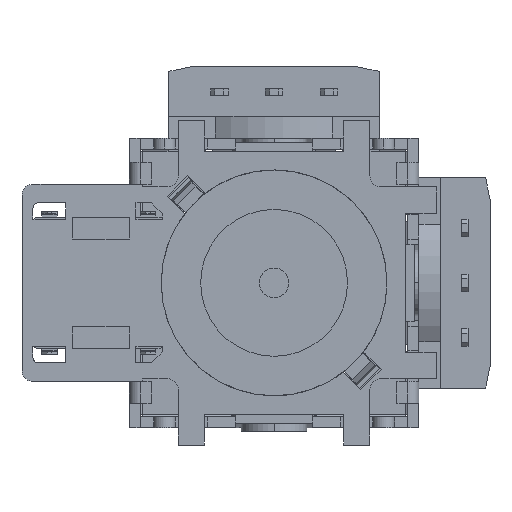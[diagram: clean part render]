
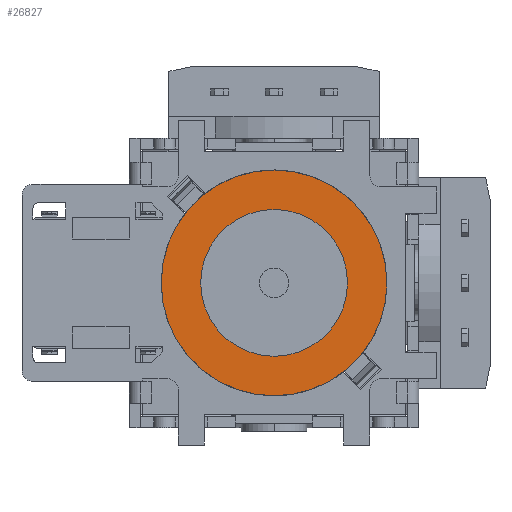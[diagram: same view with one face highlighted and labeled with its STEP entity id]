
A CAD part, front view. The second image highlights one B-rep face of the part: STEP entity #26827.
In plain terms, the highlighted face is planar.
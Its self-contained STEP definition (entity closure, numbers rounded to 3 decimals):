
#474 = AXIS2_PLACEMENT_3D ( 'NONE', #32269, #11772, #16981 ) ;
#699 = ORIENTED_EDGE ( 'NONE', *, *, #14322, .T. ) ;
#822 = DIRECTION ( 'NONE',  ( -1., 0., 0. ) ) ;
#1192 = DIRECTION ( 'NONE',  ( 0., 0., -1. ) ) ;
#1435 = CIRCLE ( 'NONE', #37237, 5.15 ) ;
#1668 = EDGE_LOOP ( 'NONE', ( #9269, #11058 ) ) ;
#2298 = CIRCLE ( 'NONE', #21415, 3.35 ) ;
#4693 = VERTEX_POINT ( 'NONE', #32656 ) ;
#5324 = VERTEX_POINT ( 'NONE', #17587 ) ;
#8563 = AXIS2_PLACEMENT_3D ( 'NONE', #33321, #18794, #822 ) ;
#9269 = ORIENTED_EDGE ( 'NONE', *, *, #34198, .F. ) ;
#11058 = ORIENTED_EDGE ( 'NONE', *, *, #25065, .F. ) ;
#11772 = DIRECTION ( 'NONE',  ( 0., 0., -1. ) ) ;
#14322 = EDGE_CURVE ( 'NONE', #36221, #5324, #1435, .T. ) ;
#14473 = FACE_OUTER_BOUND ( 'NONE', #17678, .T. ) ;
#14745 = CIRCLE ( 'NONE', #8563, 3.35 ) ;
#16410 = CIRCLE ( 'NONE', #31824, 5.15 ) ;
#16981 = DIRECTION ( 'NONE',  ( -1., 0., 0. ) ) ;
#17177 = PLANE ( 'NONE',  #474 ) ;
#17587 = CARTESIAN_POINT ( 'NONE',  ( 5.15, 0., -0.1 ) ) ;
#17678 = EDGE_LOOP ( 'NONE', ( #18719, #699 ) ) ;
#18601 = DIRECTION ( 'NONE',  ( -1., 0., 0. ) ) ;
#18717 = CARTESIAN_POINT ( 'NONE',  ( -3.35, 0., -0.1 ) ) ;
#18719 = ORIENTED_EDGE ( 'NONE', *, *, #32776, .T. ) ;
#18770 = DIRECTION ( 'NONE',  ( -1., 0., 0. ) ) ;
#18794 = DIRECTION ( 'NONE',  ( 0., 0., -1. ) ) ;
#21415 = AXIS2_PLACEMENT_3D ( 'NONE', #30552, #1192, #18770 ) ;
#22998 = FACE_BOUND ( 'NONE', #1668, .T. ) ;
#23967 = DIRECTION ( 'NONE',  ( 0., 0., -1. ) ) ;
#24335 = CARTESIAN_POINT ( 'NONE',  ( 0., 0., -0.1 ) ) ;
#25065 = EDGE_CURVE ( 'NONE', #36486, #4693, #14745, .T. ) ;
#26776 = CARTESIAN_POINT ( 'NONE',  ( 0., 0., -0.1 ) ) ;
#26827 = ADVANCED_FACE ( 'NONE', ( #14473, #22998 ), #17177, .T. ) ;
#29571 = CARTESIAN_POINT ( 'NONE',  ( -5.15, 0., -0.1 ) ) ;
#30552 = CARTESIAN_POINT ( 'NONE',  ( 0., 0., -0.1 ) ) ;
#30985 = DIRECTION ( 'NONE',  ( 0., 0., -1. ) ) ;
#31824 = AXIS2_PLACEMENT_3D ( 'NONE', #26776, #30985, #18601 ) ;
#32269 = CARTESIAN_POINT ( 'NONE',  ( 0., 0., -0.1 ) ) ;
#32656 = CARTESIAN_POINT ( 'NONE',  ( 3.35, 0., -0.1 ) ) ;
#32776 = EDGE_CURVE ( 'NONE', #5324, #36221, #16410, .T. ) ;
#33321 = CARTESIAN_POINT ( 'NONE',  ( 0., 0., -0.1 ) ) ;
#34198 = EDGE_CURVE ( 'NONE', #4693, #36486, #2298, .T. ) ;
#35955 = DIRECTION ( 'NONE',  ( -1., 0., 0. ) ) ;
#36221 = VERTEX_POINT ( 'NONE', #29571 ) ;
#36486 = VERTEX_POINT ( 'NONE', #18717 ) ;
#37237 = AXIS2_PLACEMENT_3D ( 'NONE', #24335, #23967, #35955 ) ;
